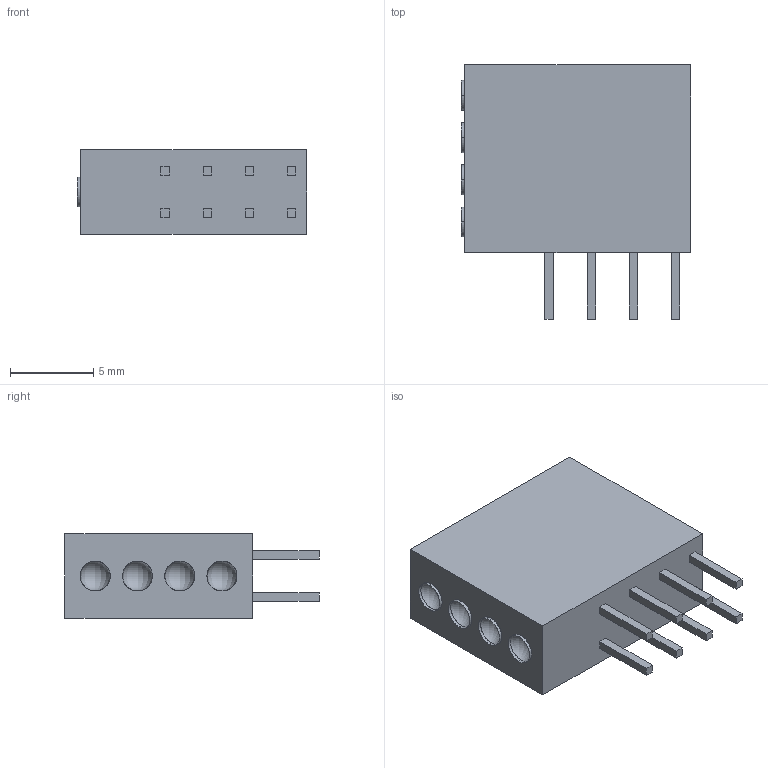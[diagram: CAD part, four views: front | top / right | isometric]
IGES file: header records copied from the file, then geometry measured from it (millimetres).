
Start section: SolidWorks IGES file using analytic representation for surfaces
Global section: file name: H485CXX.IGS; native system: SolidWorks 2012; preprocessor: SolidWorks 2012; author: sraja; date: 120720.161731; units: inch
Bounding box: 13.78 x 15.29 x 5.08 mm (x, y, z)
Surface area: 639.5 mm2 (no closed solid volume)
Topology: 0 solids, 0 shells, 58 faces, 392 edges, 384 vertices
Faces by surface type: bspline 46, revolution 12
